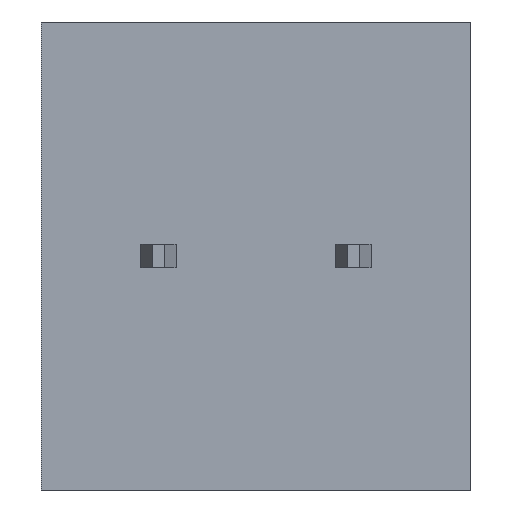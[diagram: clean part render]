
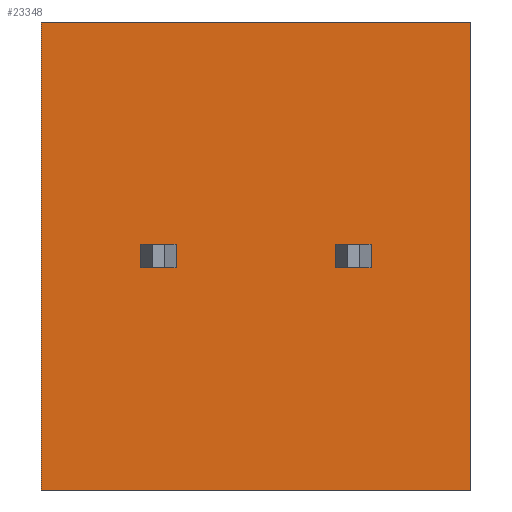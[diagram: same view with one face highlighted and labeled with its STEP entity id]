
A CAD part, front view. The second image highlights one B-rep face of the part: STEP entity #23348.
In plain terms, the highlighted planar face has unit normal (0, -1, 0).
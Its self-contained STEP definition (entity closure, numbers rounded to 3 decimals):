
#189 = ORIENTED_EDGE ( 'NONE', *, *, #24994, .F. ) ;
#451 = ORIENTED_EDGE ( 'NONE', *, *, #24243, .F. ) ;
#826 = FACE_BOUND ( 'NONE', #16199, .T. ) ;
#1227 = PLANE ( 'NONE',  #20913 ) ;
#1272 = ORIENTED_EDGE ( 'NONE', *, *, #6976, .F. ) ;
#1340 = CARTESIAN_POINT ( 'NONE',  ( 2.5, 0., 0. ) ) ;
#1758 = LINE ( 'NONE', #25321, #2332 ) ;
#2145 = CARTESIAN_POINT ( 'NONE',  ( -3., 0., -6. ) ) ;
#2191 = DIRECTION ( 'NONE',  ( 1., 0., 0. ) ) ;
#2278 = EDGE_CURVE ( 'NONE', #2356, #6253, #19152, .T. ) ;
#2332 = VECTOR ( 'NONE', #15380, 1000. ) ;
#2356 = VERTEX_POINT ( 'NONE', #21485 ) ;
#2587 = CARTESIAN_POINT ( 'NONE',  ( -0.45, 0., 0.3 ) ) ;
#2730 = CARTESIAN_POINT ( 'NONE',  ( 4.55, 0., 0.3 ) ) ;
#2864 = EDGE_CURVE ( 'NONE', #19693, #6817, #18399, .T. ) ;
#2925 = LINE ( 'NONE', #8739, #12179 ) ;
#2977 = VERTEX_POINT ( 'NONE', #19809 ) ;
#3003 = CARTESIAN_POINT ( 'NONE',  ( 8., 0., 6. ) ) ;
#4305 = CARTESIAN_POINT ( 'NONE',  ( -0.45, 0., 0.3 ) ) ;
#4313 = CARTESIAN_POINT ( 'NONE',  ( 5.45, 0., 0.3 ) ) ;
#4806 = VERTEX_POINT ( 'NONE', #19878 ) ;
#4898 = ORIENTED_EDGE ( 'NONE', *, *, #2278, .F. ) ;
#4906 = VECTOR ( 'NONE', #14564, 1000. ) ;
#5662 = VERTEX_POINT ( 'NONE', #8306 ) ;
#6253 = VERTEX_POINT ( 'NONE', #19703 ) ;
#6695 = DIRECTION ( 'NONE',  ( 0., 0., -1. ) ) ;
#6817 = VERTEX_POINT ( 'NONE', #9356 ) ;
#6847 = LINE ( 'NONE', #3003, #9832 ) ;
#6930 = CARTESIAN_POINT ( 'NONE',  ( 4.55, 0., -0.3 ) ) ;
#6976 = EDGE_CURVE ( 'NONE', #7857, #2977, #6847, .T. ) ;
#7098 = DIRECTION ( 'NONE',  ( 0., 0., -1. ) ) ;
#7294 = ORIENTED_EDGE ( 'NONE', *, *, #9329, .F. ) ;
#7297 = VECTOR ( 'NONE', #10939, 1000. ) ;
#7508 = EDGE_CURVE ( 'NONE', #6817, #5662, #19946, .T. ) ;
#7857 = VERTEX_POINT ( 'NONE', #11614 ) ;
#8045 = EDGE_CURVE ( 'NONE', #15963, #2356, #10708, .T. ) ;
#8306 = CARTESIAN_POINT ( 'NONE',  ( 0.45, 0., -0.3 ) ) ;
#8374 = CARTESIAN_POINT ( 'NONE',  ( -0.45, 0., -0.3 ) ) ;
#8600 = VECTOR ( 'NONE', #22064, 1000. ) ;
#8700 = EDGE_LOOP ( 'NONE', ( #1272, #17488, #7294, #189 ) ) ;
#8704 = FACE_BOUND ( 'NONE', #18630, .T. ) ;
#8739 = CARTESIAN_POINT ( 'NONE',  ( 5.45, 0., 0.3 ) ) ;
#8796 = CARTESIAN_POINT ( 'NONE',  ( 4.55, 0., 0.3 ) ) ;
#9203 = DIRECTION ( 'NONE',  ( 0., 0., -1. ) ) ;
#9229 = EDGE_CURVE ( 'NONE', #6253, #22081, #2925, .T. ) ;
#9329 = EDGE_CURVE ( 'NONE', #4806, #9404, #1758, .T. ) ;
#9356 = CARTESIAN_POINT ( 'NONE',  ( -0.45, 0., -0.3 ) ) ;
#9404 = VERTEX_POINT ( 'NONE', #17834 ) ;
#9832 = VECTOR ( 'NONE', #7098, 1000. ) ;
#10108 = CARTESIAN_POINT ( 'NONE',  ( -3., 0., 6. ) ) ;
#10352 = DIRECTION ( 'NONE',  ( 1., 0., 0. ) ) ;
#10660 = VECTOR ( 'NONE', #6695, 1000. ) ;
#10708 = LINE ( 'NONE', #8796, #10660 ) ;
#10710 = ORIENTED_EDGE ( 'NONE', *, *, #8045, .F. ) ;
#10715 = LINE ( 'NONE', #2730, #4906 ) ;
#10776 = CARTESIAN_POINT ( 'NONE',  ( -0.45, 0., 0.3 ) ) ;
#10935 = EDGE_CURVE ( 'NONE', #5662, #24308, #18767, .T. ) ;
#10939 = DIRECTION ( 'NONE',  ( 1., 0., 0. ) ) ;
#11131 = DIRECTION ( 'NONE',  ( 0., -1., 0. ) ) ;
#11614 = CARTESIAN_POINT ( 'NONE',  ( 8., 0., 6. ) ) ;
#12179 = VECTOR ( 'NONE', #22334, 1000. ) ;
#12613 = VECTOR ( 'NONE', #24456, 1000. ) ;
#13475 = EDGE_CURVE ( 'NONE', #24308, #19693, #16287, .T. ) ;
#13918 = CARTESIAN_POINT ( 'NONE',  ( 0.45, 0., 0.3 ) ) ;
#14564 = DIRECTION ( 'NONE',  ( -1., 0., 0. ) ) ;
#14881 = VECTOR ( 'NONE', #10352, 1000. ) ;
#15160 = DIRECTION ( 'NONE',  ( 0., 0., 1. ) ) ;
#15299 = ORIENTED_EDGE ( 'NONE', *, *, #2864, .F. ) ;
#15380 = DIRECTION ( 'NONE',  ( 0., 0., 1. ) ) ;
#15462 = VECTOR ( 'NONE', #15160, 1000. ) ;
#15963 = VERTEX_POINT ( 'NONE', #18971 ) ;
#16108 = EDGE_CURVE ( 'NONE', #9404, #7857, #17948, .T. ) ;
#16199 = EDGE_LOOP ( 'NONE', ( #22723, #21830, #19158, #15299 ) ) ;
#16287 = LINE ( 'NONE', #4305, #20350 ) ;
#16395 = FACE_OUTER_BOUND ( 'NONE', #8700, .T. ) ;
#17210 = VECTOR ( 'NONE', #2191, 1000. ) ;
#17488 = ORIENTED_EDGE ( 'NONE', *, *, #16108, .F. ) ;
#17834 = CARTESIAN_POINT ( 'NONE',  ( -3., 0., 6. ) ) ;
#17948 = LINE ( 'NONE', #10108, #14881 ) ;
#18344 = DIRECTION ( 'NONE',  ( -1., 0., 0. ) ) ;
#18399 = LINE ( 'NONE', #2587, #12613 ) ;
#18630 = EDGE_LOOP ( 'NONE', ( #451, #19233, #4898, #10710 ) ) ;
#18767 = LINE ( 'NONE', #23128, #15462 ) ;
#18971 = CARTESIAN_POINT ( 'NONE',  ( 4.55, 0., 0.3 ) ) ;
#19152 = LINE ( 'NONE', #6930, #7297 ) ;
#19158 = ORIENTED_EDGE ( 'NONE', *, *, #7508, .F. ) ;
#19233 = ORIENTED_EDGE ( 'NONE', *, *, #9229, .F. ) ;
#19693 = VERTEX_POINT ( 'NONE', #10776 ) ;
#19703 = CARTESIAN_POINT ( 'NONE',  ( 5.45, 0., -0.3 ) ) ;
#19809 = CARTESIAN_POINT ( 'NONE',  ( 8., 0., -6. ) ) ;
#19878 = CARTESIAN_POINT ( 'NONE',  ( -3., 0., -6. ) ) ;
#19946 = LINE ( 'NONE', #8374, #17210 ) ;
#20350 = VECTOR ( 'NONE', #18344, 1000. ) ;
#20913 = AXIS2_PLACEMENT_3D ( 'NONE', #1340, #11131, #9203 ) ;
#21485 = CARTESIAN_POINT ( 'NONE',  ( 4.55, 0., -0.3 ) ) ;
#21830 = ORIENTED_EDGE ( 'NONE', *, *, #10935, .F. ) ;
#22064 = DIRECTION ( 'NONE',  ( -1., 0., 0. ) ) ;
#22081 = VERTEX_POINT ( 'NONE', #4313 ) ;
#22334 = DIRECTION ( 'NONE',  ( 0., 0., 1. ) ) ;
#22723 = ORIENTED_EDGE ( 'NONE', *, *, #13475, .F. ) ;
#23128 = CARTESIAN_POINT ( 'NONE',  ( 0.45, 0., 0.3 ) ) ;
#23348 = ADVANCED_FACE ( 'NONE', ( #16395, #826, #8704 ), #1227, .T. ) ;
#23602 = LINE ( 'NONE', #2145, #8600 ) ;
#24243 = EDGE_CURVE ( 'NONE', #22081, #15963, #10715, .T. ) ;
#24308 = VERTEX_POINT ( 'NONE', #13918 ) ;
#24456 = DIRECTION ( 'NONE',  ( 0., 0., -1. ) ) ;
#24994 = EDGE_CURVE ( 'NONE', #2977, #4806, #23602, .T. ) ;
#25321 = CARTESIAN_POINT ( 'NONE',  ( -3., 0., 6. ) ) ;
